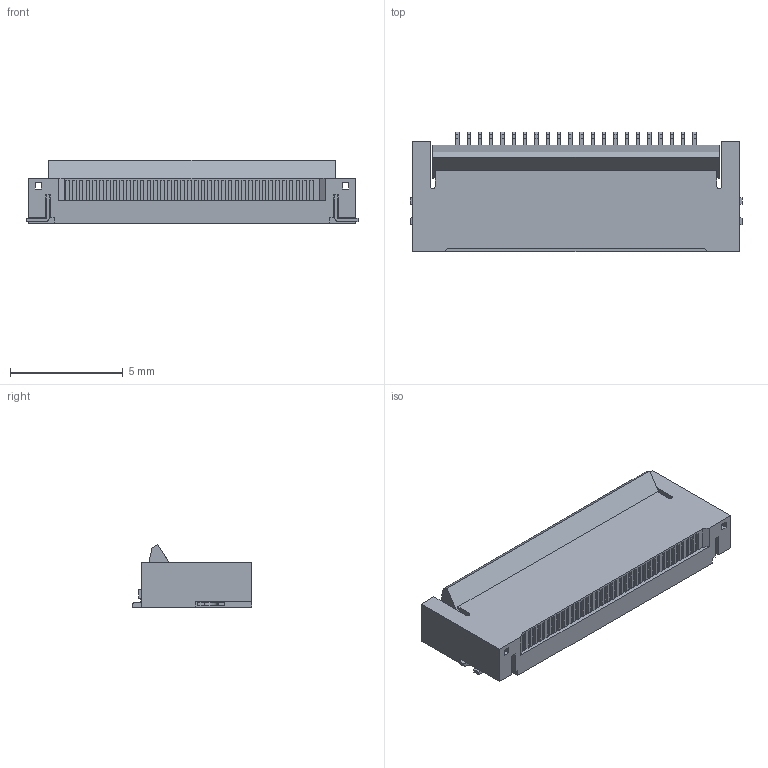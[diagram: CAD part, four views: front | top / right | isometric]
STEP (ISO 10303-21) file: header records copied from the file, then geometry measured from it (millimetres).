
FILE_DESCRIPTION (( 'STEP AP214' ), '1' );
FILE_NAME ('PFC-SMD_F0504-H-22-20T-R.step', '2021-08-15T05:46:59', ( '' ), ( '' ), 'SwSTEP 2.0', 'SolidWorks 2020', '' );
FILE_SCHEMA (( 'AUTOMOTIVE_DESIGN' ));
Length unit declared in the file: millimetre
Products named in the file (1): PFC-SMD_F0504-H-22-20T-R
Bounding box: 14.7 x 5.3 x 2.8 mm (x, y, z)
Volume: 126.1 mm3; surface area: 348.4 mm2
Topology: 1 solids, 1 shells, 630 faces, 1779 edges, 1160 vertices
Faces by surface type: plane 561, cylinder 53, bspline 16
Entity records: 23362 total; most frequent: CARTESIAN_POINT 4626, ORIENTED_EDGE 3558, DIRECTION 3083, EDGE_CURVE 1779, LINE 1641, VECTOR 1641, VERTEX_POINT 1160, AXIS2_PLACEMENT_3D 721
